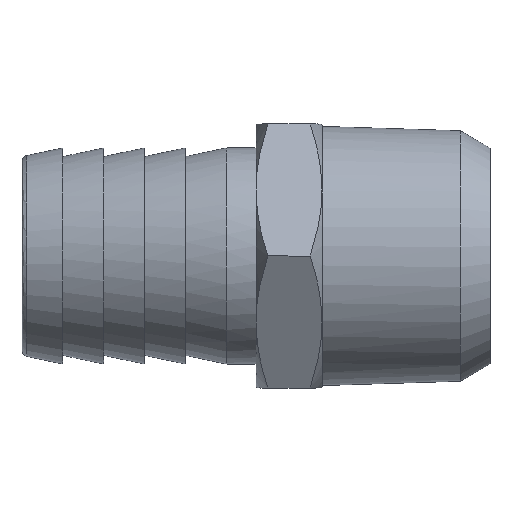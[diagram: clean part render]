
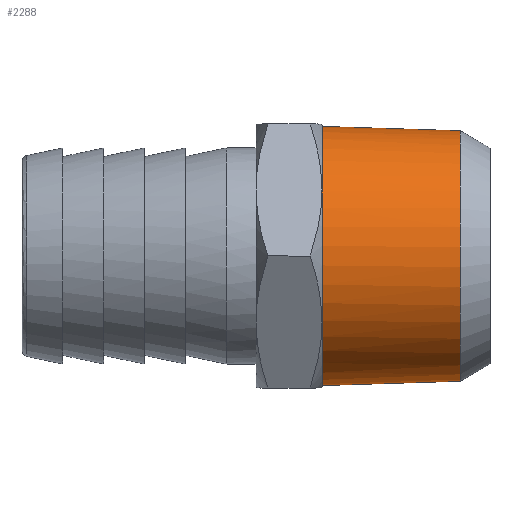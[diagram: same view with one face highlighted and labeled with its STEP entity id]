
A CAD part, left-side view. The second image highlights one B-rep face of the part: STEP entity #2288.
In plain terms, the highlighted free-form (B-spline) face has degree [1, 3] with [2, 4] control points.
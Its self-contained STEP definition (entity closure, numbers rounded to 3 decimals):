
#2 = CARTESIAN_POINT ( 'NONE',  ( -10.244, 14., 3.476 ) ) ;
#3 = EDGE_LOOP ( 'NONE', ( #2389, #203, #1516, #1348 ) ) ;
#19 = CARTESIAN_POINT ( 'NONE',  ( -10.449, 14., 2.801 ) ) ;
#126 = CARTESIAN_POINT ( 'NONE',  ( -20.87, 2.485, 10.435 ) ) ;
#153 = CARTESIAN_POINT ( 'NONE',  ( 0., 14., 10.795 ) ) ;
#203 = ORIENTED_EDGE ( 'NONE', *, *, #382, .T. ) ;
#230 = CARTESIAN_POINT ( 'NONE',  ( -8.134, 14., -7.132 ) ) ;
#261 = CARTESIAN_POINT ( 'NONE',  ( -10.795, 14., 0.709 ) ) ;
#280 = CARTESIAN_POINT ( 'NONE',  ( 0., 14., -10.795 ) ) ;
#365 = CARTESIAN_POINT ( 'NONE',  ( -20.87, 2.485, -10.435 ) ) ;
#382 = EDGE_CURVE ( 'NONE', #1399, #2882, #1283, .T. ) ;
#392 =( BOUNDED_CURVE ( )  B_SPLINE_CURVE ( 3, ( #1927, #1020, #126, #1702 ),
 .UNSPECIFIED., .F., .F. ) 
 B_SPLINE_CURVE_WITH_KNOTS ( ( 4, 4 ),
 ( -3.142, 0. ),
 .UNSPECIFIED. ) 
 CURVE ( )  GEOMETRIC_REPRESENTATION_ITEM ( )  RATIONAL_B_SPLINE_CURVE ( ( 1., 0.333, 0.333, 1. ) ) 
 REPRESENTATION_ITEM ( '' )  );
#451 = CARTESIAN_POINT ( 'NONE',  ( -4.786, 14., -9.702 ) ) ;
#461 = CARTESIAN_POINT ( 'NONE',  ( -9.702, 14., 4.786 ) ) ;
#473 = CARTESIAN_POINT ( 'NONE',  ( -4.786, 14., 9.702 ) ) ;
#485 = CARTESIAN_POINT ( 'NONE',  ( -2.801, 14., 10.449 ) ) ;
#684 = CARTESIAN_POINT ( 'NONE',  ( -0.709, 14., 10.795 ) ) ;
#818 = CARTESIAN_POINT ( 'NONE',  ( 0., 2.485, -10.435 ) ) ;
#888 = CARTESIAN_POINT ( 'NONE',  ( -8.582, 14., -6.587 ) ) ;
#900 = CARTESIAN_POINT ( 'NONE',  ( -10.449, 14., -2.801 ) ) ;
#909 = CARTESIAN_POINT ( 'NONE',  ( -7.132, 14., -8.134 ) ) ;
#997 = CARTESIAN_POINT ( 'NONE',  ( 0., 14., 10.795 ) ) ;
#1020 = CARTESIAN_POINT ( 'NONE',  ( -20.87, 2.485, -10.435 ) ) ;
#1046 = CARTESIAN_POINT ( 'NONE',  ( 0., 14., -10.795 ) ) ;
#1067 = EDGE_CURVE ( 'NONE', #1993, #2882, #2231, .T. ) ;
#1088 = VERTEX_POINT ( 'NONE', #2727 ) ;
#1122 = CARTESIAN_POINT ( 'NONE',  ( -10.244, 14., -3.476 ) ) ;
#1264 = CARTESIAN_POINT ( 'NONE',  ( 0., 14., 10.795 ) ) ;
#1273 = CARTESIAN_POINT ( 'NONE',  ( -21.59, 14., 10.795 ) ) ;
#1283 = B_SPLINE_CURVE_WITH_KNOTS ( 'NONE', 1,
 ( #1444, #997 ),
 .UNSPECIFIED., .F., .F.,
 ( 2, 2 ),
 ( -1., 0. ),
 .UNSPECIFIED. ) ;
#1340 = CARTESIAN_POINT ( 'NONE',  ( -9.369, 14., -5.408 ) ) ;
#1348 = ORIENTED_EDGE ( 'NONE', *, *, #1788, .T. ) ;
#1352 = CARTESIAN_POINT ( 'NONE',  ( -10.726, 14., 1.411 ) ) ;
#1367 = CARTESIAN_POINT ( 'NONE',  ( 0., 14., -10.795 ) ) ;
#1399 = VERTEX_POINT ( 'NONE', #2154 ) ;
#1443 =( BOUNDED_SURFACE ( )  B_SPLINE_SURFACE ( 1, 3, ( 
 ( #818, #365, #2179, #2160 ),
 ( #1046, #2635, #1273, #153 ) ),
 .UNSPECIFIED., .F., .F., .F. ) 
 B_SPLINE_SURFACE_WITH_KNOTS ( ( 2, 2 ),
 ( 4, 4 ),
 ( 0., 1. ),
 ( 0., 1. ),
 .UNSPECIFIED. ) 
 GEOMETRIC_REPRESENTATION_ITEM ( )  RATIONAL_B_SPLINE_SURFACE ( (
 ( 1., 0.333, 0.333, 1.),
 ( 1., 0.333, 0.333, 1.) ) ) 
 REPRESENTATION_ITEM ( '' )  SURFACE ( )  );
#1444 = CARTESIAN_POINT ( 'NONE',  ( 0., 2.485, 10.435 ) ) ;
#1516 = ORIENTED_EDGE ( 'NONE', *, *, #1067, .F. ) ;
#1588 = CARTESIAN_POINT ( 'NONE',  ( -8.134, 14., 7.132 ) ) ;
#1602 = CARTESIAN_POINT ( 'NONE',  ( -7.132, 14., 8.134 ) ) ;
#1611 = CARTESIAN_POINT ( 'NONE',  ( -2.801, 14., -10.449 ) ) ;
#1644 = FACE_OUTER_BOUND ( 'NONE', #3, .T. ) ;
#1702 = CARTESIAN_POINT ( 'NONE',  ( 0., 2.485, 10.435 ) ) ;
#1788 = EDGE_CURVE ( 'NONE', #1993, #1088, #2118, .T. ) ;
#1808 = CARTESIAN_POINT ( 'NONE',  ( -6.587, 14., 8.582 ) ) ;
#1825 = CARTESIAN_POINT ( 'NONE',  ( -3.476, 14., 10.244 ) ) ;
#1838 = CARTESIAN_POINT ( 'NONE',  ( -8.582, 14., 6.587 ) ) ;
#1927 = CARTESIAN_POINT ( 'NONE',  ( 0., 2.485, -10.435 ) ) ;
#1993 = VERTEX_POINT ( 'NONE', #280 ) ;
#2031 = CARTESIAN_POINT ( 'NONE',  ( -5.408, 14., -9.369 ) ) ;
#2041 = CARTESIAN_POINT ( 'NONE',  ( -1.411, 14., 10.726 ) ) ;
#2067 = CARTESIAN_POINT ( 'NONE',  ( -1.411, 14., -10.726 ) ) ;
#2118 = B_SPLINE_CURVE_WITH_KNOTS ( 'NONE', 1,
 ( #2169, #2355 ),
 .UNSPECIFIED., .F., .F.,
 ( 2, 2 ),
 ( -1., 0. ),
 .UNSPECIFIED. ) ;
#2154 = CARTESIAN_POINT ( 'NONE',  ( 0., 2.485, 10.435 ) ) ;
#2160 = CARTESIAN_POINT ( 'NONE',  ( 0., 2.485, 10.435 ) ) ;
#2169 = CARTESIAN_POINT ( 'NONE',  ( 0., 14., -10.795 ) ) ;
#2179 = CARTESIAN_POINT ( 'NONE',  ( -20.87, 2.485, 10.435 ) ) ;
#2231 = B_SPLINE_CURVE_WITH_KNOTS ( 'NONE', 3,
 ( #1367, #2261, #2067, #1611, #2515, #451, #2031, #2251, #909, #230, #888, #1340, #2485, #1122, #900, #2706, #2506, #261, #1352, #19, #2, #461, #2716, #1838, #1588, #1602, #1808, #2495, #473, #1825, #485, #2041, #684, #2270 ),
 .UNSPECIFIED., .F., .F.,
 ( 4, 2, 2, 2, 2, 2, 2, 2, 2, 2, 2, 2, 2, 2, 2, 2, 4 ),
 ( 0., 0.196, 0.393, 0.589, 0.785, 0.982, 1.178, 1.374, 1.571, 1.767, 1.963, 2.16, 2.356, 2.553, 2.749, 2.945, 3.142 ),
 .UNSPECIFIED. ) ;
#2251 = CARTESIAN_POINT ( 'NONE',  ( -6.587, 14., -8.582 ) ) ;
#2261 = CARTESIAN_POINT ( 'NONE',  ( -0.709, 14., -10.795 ) ) ;
#2270 = CARTESIAN_POINT ( 'NONE',  ( 0., 14., 10.795 ) ) ;
#2288 = ADVANCED_FACE ( 'NONE', ( #1644 ), #1443, .F. ) ;
#2355 = CARTESIAN_POINT ( 'NONE',  ( 0., 2.485, -10.435 ) ) ;
#2389 = ORIENTED_EDGE ( 'NONE', *, *, #2850, .T. ) ;
#2485 = CARTESIAN_POINT ( 'NONE',  ( -9.702, 14., -4.786 ) ) ;
#2495 = CARTESIAN_POINT ( 'NONE',  ( -5.408, 14., 9.369 ) ) ;
#2506 = CARTESIAN_POINT ( 'NONE',  ( -10.795, 14., -0.709 ) ) ;
#2515 = CARTESIAN_POINT ( 'NONE',  ( -3.476, 14., -10.244 ) ) ;
#2635 = CARTESIAN_POINT ( 'NONE',  ( -21.59, 14., -10.795 ) ) ;
#2706 = CARTESIAN_POINT ( 'NONE',  ( -10.726, 14., -1.411 ) ) ;
#2716 = CARTESIAN_POINT ( 'NONE',  ( -9.369, 14., 5.408 ) ) ;
#2727 = CARTESIAN_POINT ( 'NONE',  ( 0., 2.485, -10.435 ) ) ;
#2850 = EDGE_CURVE ( 'NONE', #1088, #1399, #392, .T. ) ;
#2882 = VERTEX_POINT ( 'NONE', #1264 ) ;
